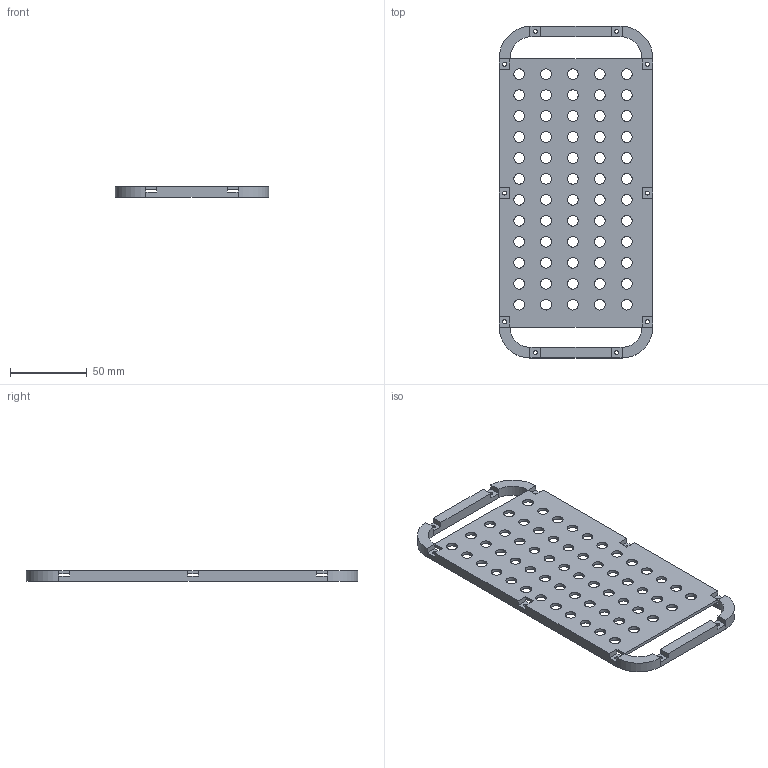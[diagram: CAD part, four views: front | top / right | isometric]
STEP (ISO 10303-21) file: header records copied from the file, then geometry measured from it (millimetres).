
FILE_DESCRIPTION(/* description */ (''),/* implementation_level */ '2;1');
FILE_NAME(/* name */ 'frame v3 v1.step',/* time_stamp */ '2025-05-16T16:32:13-07:00',/* author */ (''),/* organization */ (''),/* preprocessor_version */ 'ST-DEVELOPER v20.1',/* originating_system */ 'Autodesk Translation Framework v14.4.0.0',/* authorisation */ '');
FILE_SCHEMA (('AUTOMOTIVE_DESIGN { 1 0 10303 214 3 1 1 }'));
Length unit declared in the file: millimetre
Products named in the file (1): frame v3
Bounding box: 100 x 216 x 7 mm (x, y, z)
Volume: 51685.7 mm3; surface area: 44146.9 mm2
Topology: 1 solids, 1 shells, 133 faces, 394 edges, 248 vertices
Faces by surface type: cylinder 78, plane 55
Full cylindrical faces by diameter (mm): 2.5 x4, 2.6 x6, 7 x60
Entity records: 4797 total; most frequent: DIRECTION 818, ORIENTED_EDGE 788, CARTESIAN_POINT 776, EDGE_CURVE 394, AXIS2_PLACEMENT_3D 290, EDGE_LOOP 274, VERTEX_POINT 248, LINE 238
